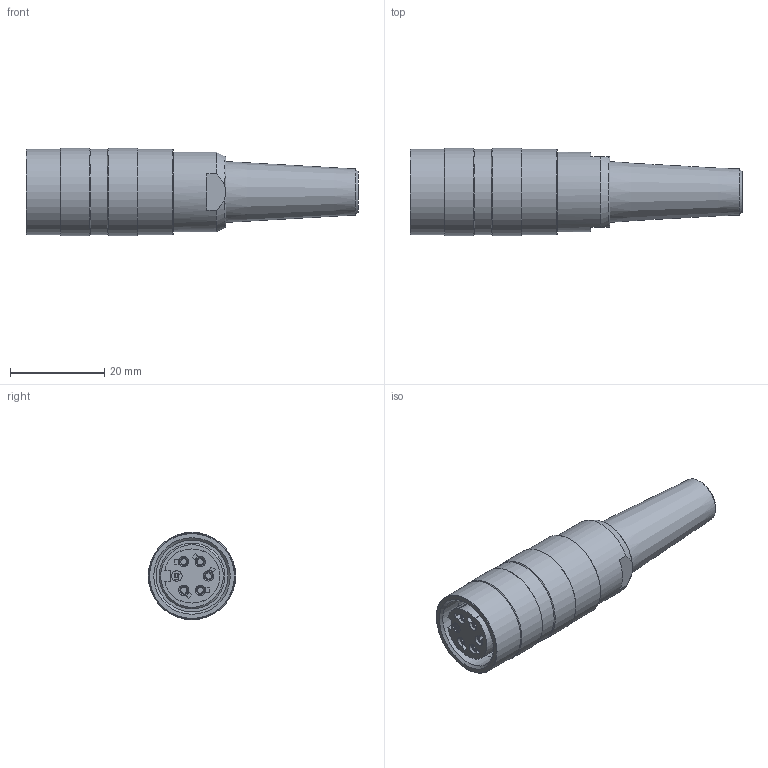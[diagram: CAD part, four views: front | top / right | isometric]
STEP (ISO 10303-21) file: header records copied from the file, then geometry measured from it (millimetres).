
FILE_DESCRIPTION(/* description */ (''),/* implementation_level */ '2;1');
FILE_NAME(/* name */ '99 2014 10 05 001_00.stp',/* time_stamp */ '2014-05-05T09:42:01+02:00',/* author */ (''),/* organization */ (''),/* preprocessor_version */ 'ST-DEVELOPER v14',/* originating_system */ 'SIEMENS PLM Software NX 8.0',/* authorisation */ '');
FILE_SCHEMA (('AP203_CONFIGURATION_CONTROLLED_3D_DESIGN_OF_MECHANICAL_PARTS_AND_ASSEMBLIES_MIM_LF { 1 0 10303 403 2 1 2}'));
Length unit declared in the file: millimetre
Products named in the file (1): cerl029CFBA1383w
Bounding box: 70.3 x 18.5 x 18.5 mm (x, y, z)
Volume: 12689.8 mm3; surface area: 4864.7 mm2
Topology: 1 solids, 1 shells, 299 faces, 838 edges, 555 vertices
Faces by surface type: plane 166, cylinder 75, cone 37, torus 21
Full cylindrical faces by diameter (mm): 1.8 x5, 2.25 x1, 13.95 x1, 15.188 x1, 15.25 x1, 16.9 x1, 18.15 x3, 18.5 x2
Entity records: 11204 total; most frequent: CARTESIAN_POINT 3617, ORIENTED_EDGE 1606, DIRECTION 1530, EDGE_CURVE 803, AXIS2_PLACEMENT_3D 603, VERTEX_POINT 546, EDGE_LOOP 339, LINE 324
